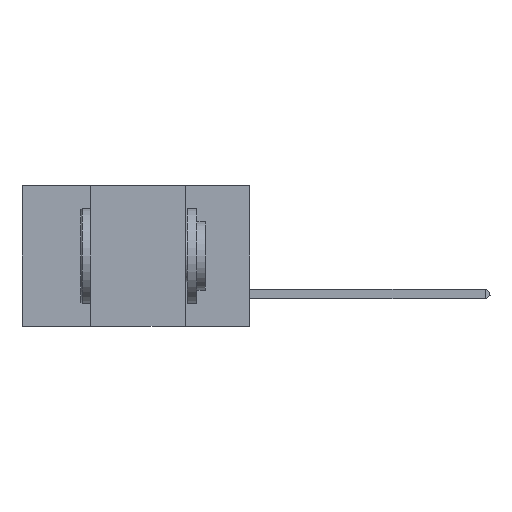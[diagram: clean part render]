
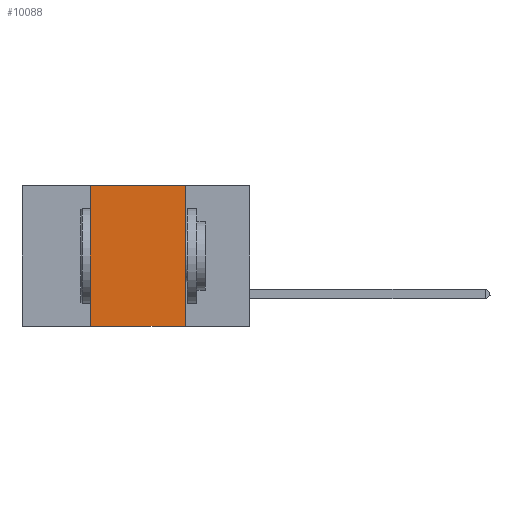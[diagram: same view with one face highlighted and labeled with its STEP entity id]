
A CAD part, left-side view. The second image highlights one B-rep face of the part: STEP entity #10088.
In plain terms, the highlighted planar face has unit normal (-1, 0, 0).
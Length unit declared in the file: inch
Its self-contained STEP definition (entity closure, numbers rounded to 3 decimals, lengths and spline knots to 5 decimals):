
#394 = CARTESIAN_POINT ( 'NONE',  ( 0., 0.6, 0. ) ) ;
#423 = CARTESIAN_POINT ( 'NONE',  ( 0., 0.17, 0. ) ) ;
#438 = CARTESIAN_POINT ( 'NONE',  ( 0., 0.42, 0. ) ) ;
#1547 = ORIENTED_EDGE ( 'NONE', *, *, #9398, .F. ) ;
#1618 = DIRECTION ( 'NONE',  ( 0., 0., 1. ) ) ;
#2466 = EDGE_LOOP ( 'NONE', ( #1547, #8393, #3446, #11299 ) ) ;
#2806 = CARTESIAN_POINT ( 'NONE',  ( 0., 0.17, -0.37 ) ) ;
#2918 = FACE_OUTER_BOUND ( 'NONE', #2466, .T. ) ;
#2991 = LINE ( 'NONE', #438, #6422 ) ;
#3140 = EDGE_CURVE ( 'NONE', #11102, #14731, #7920, .T. ) ;
#3394 = VECTOR ( 'NONE', #13639, 39.37008 ) ;
#3446 = ORIENTED_EDGE ( 'NONE', *, *, #8157, .F. ) ;
#5383 = AXIS2_PLACEMENT_3D ( 'NONE', #394, #12084, #7377 ) ;
#6422 = VECTOR ( 'NONE', #1618, 39.37008 ) ;
#7377 = DIRECTION ( 'NONE',  ( 0., 0., -1. ) ) ;
#7403 = DIRECTION ( 'NONE',  ( 0., 0., -1. ) ) ;
#7920 = LINE ( 'NONE', #13795, #3394 ) ;
#8157 = EDGE_CURVE ( 'NONE', #12679, #11102, #2991, .T. ) ;
#8262 = CARTESIAN_POINT ( 'NONE',  ( 0., 0.6, -0.37 ) ) ;
#8393 = ORIENTED_EDGE ( 'NONE', *, *, #3140, .F. ) ;
#9305 = VERTEX_POINT ( 'NONE', #2806 ) ;
#9398 = EDGE_CURVE ( 'NONE', #14731, #9305, #12218, .T. ) ;
#9527 = VECTOR ( 'NONE', #11844, 39.37008 ) ;
#9841 = CARTESIAN_POINT ( 'NONE',  ( 0., 0.42, 0. ) ) ;
#10088 = ADVANCED_FACE ( 'NONE', ( #2918 ), #10997, .F. ) ;
#10532 = CARTESIAN_POINT ( 'NONE',  ( 0., 0.17, 0. ) ) ;
#10997 = PLANE ( 'NONE',  #5383 ) ;
#11102 = VERTEX_POINT ( 'NONE', #9841 ) ;
#11125 = VECTOR ( 'NONE', #7403, 39.37008 ) ;
#11299 = ORIENTED_EDGE ( 'NONE', *, *, #13831, .T. ) ;
#11844 = DIRECTION ( 'NONE',  ( 0., -1., 0. ) ) ;
#12084 = DIRECTION ( 'NONE',  ( 1., 0., 0. ) ) ;
#12218 = LINE ( 'NONE', #423, #11125 ) ;
#12348 = CARTESIAN_POINT ( 'NONE',  ( 0., 0.42, -0.37 ) ) ;
#12679 = VERTEX_POINT ( 'NONE', #12348 ) ;
#13639 = DIRECTION ( 'NONE',  ( 0., -1., 0. ) ) ;
#13795 = CARTESIAN_POINT ( 'NONE',  ( 0., 0.6, 0. ) ) ;
#13831 = EDGE_CURVE ( 'NONE', #12679, #9305, #14996, .T. ) ;
#14731 = VERTEX_POINT ( 'NONE', #10532 ) ;
#14996 = LINE ( 'NONE', #8262, #9527 ) ;
